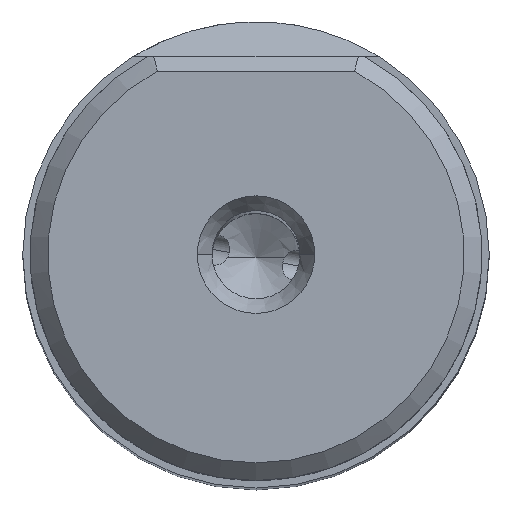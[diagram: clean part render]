
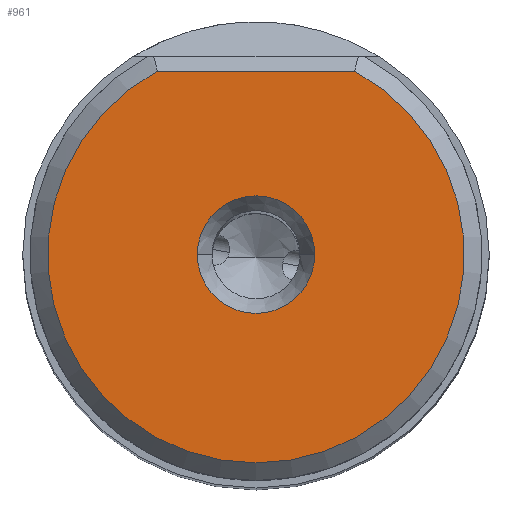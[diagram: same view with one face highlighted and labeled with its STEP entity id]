
A CAD part, top view. The second image highlights one B-rep face of the part: STEP entity #961.
In plain terms, the highlighted planar face has unit normal (0, 0, 1).
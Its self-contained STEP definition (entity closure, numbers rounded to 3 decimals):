
#739=FACE_BOUND('',#2877,.T.);
#740=FACE_BOUND('',#2878,.T.);
#961=ADVANCED_FACE('',(#739,#740),#1808,.T.);
#1808=PLANE('',#16275);
#2877=EDGE_LOOP('',(#6210,#6211,#6212));
#2878=EDGE_LOOP('',(#6213,#6214));
#3787=LINE('',#23292,#4478);
#4478=VECTOR('',#18141,1.);
#6210=ORIENTED_EDGE('',*,*,#12734,.F.);
#6211=ORIENTED_EDGE('',*,*,#12735,.F.);
#6212=ORIENTED_EDGE('',*,*,#12736,.F.);
#6213=ORIENTED_EDGE('',*,*,#12733,.F.);
#6214=ORIENTED_EDGE('',*,*,#12737,.F.);
#11069=VERTEX_POINT('',#23282);
#11070=VERTEX_POINT('',#23284);
#11071=VERTEX_POINT('',#23288);
#11072=VERTEX_POINT('',#23289);
#11073=VERTEX_POINT('',#23291);
#12733=EDGE_CURVE('',#11070,#11069,#15104,.T.);
#12734=EDGE_CURVE('',#11071,#11072,#15105,.T.);
#12735=EDGE_CURVE('',#11073,#11071,#15106,.T.);
#12736=EDGE_CURVE('',#11072,#11073,#3787,.T.);
#12737=EDGE_CURVE('',#11069,#11070,#15107,.T.);
#15104=CIRCLE('',#16270,4.);
#15105=CIRCLE('',#16272,14.175);
#15106=CIRCLE('',#16273,14.175);
#15107=CIRCLE('',#16274,4.);
#16270=AXIS2_PLACEMENT_3D('',#23285,#18133,#18134);
#16272=AXIS2_PLACEMENT_3D('',#23287,#18137,#18138);
#16273=AXIS2_PLACEMENT_3D('',#23290,#18139,#18140);
#16274=AXIS2_PLACEMENT_3D('',#23293,#18142,#18143);
#16275=AXIS2_PLACEMENT_3D('',#23294,#18144,#18145);
#18133=DIRECTION('',(0.,0.,1.));
#18134=DIRECTION('',(-1.,0.,0.));
#18137=DIRECTION('',(0.,0.,-1.));
#18138=DIRECTION('',(0.,-1.,0.));
#18139=DIRECTION('',(0.,0.,-1.));
#18140=DIRECTION('',(0.474,0.881,0.));
#18141=DIRECTION('',(1.,0.,0.));
#18142=DIRECTION('',(0.,0.,1.));
#18143=DIRECTION('',(1.,0.,0.));
#18144=DIRECTION('',(0.,0.,1.));
#18145=DIRECTION('',(-1.,0.,0.));
#23282=CARTESIAN_POINT('',(4.,0.,0.));
#23284=CARTESIAN_POINT('',(-4.,0.,0.));
#23285=CARTESIAN_POINT('',(0.,0.,0.));
#23287=CARTESIAN_POINT('',(0.,0.,0.));
#23288=CARTESIAN_POINT('',(0.,-14.175,0.));
#23289=CARTESIAN_POINT('',(-6.712,12.485,0.));
#23290=CARTESIAN_POINT('',(0.,0.,0.));
#23291=CARTESIAN_POINT('',(6.712,12.485,0.));
#23292=CARTESIAN_POINT('',(-6.712,12.485,0.));
#23293=CARTESIAN_POINT('',(0.,0.,0.));
#23294=CARTESIAN_POINT('',(0.,-0.845,0.));
